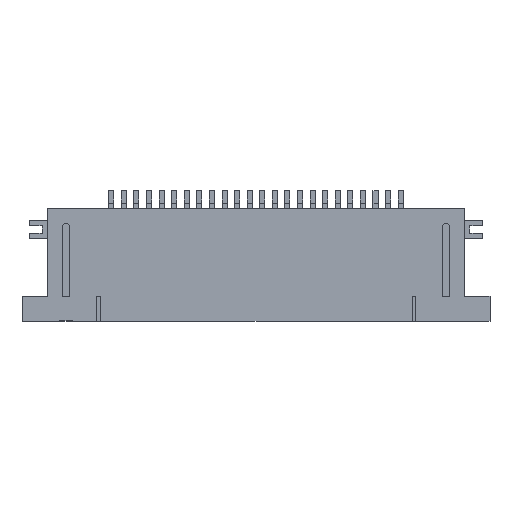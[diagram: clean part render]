
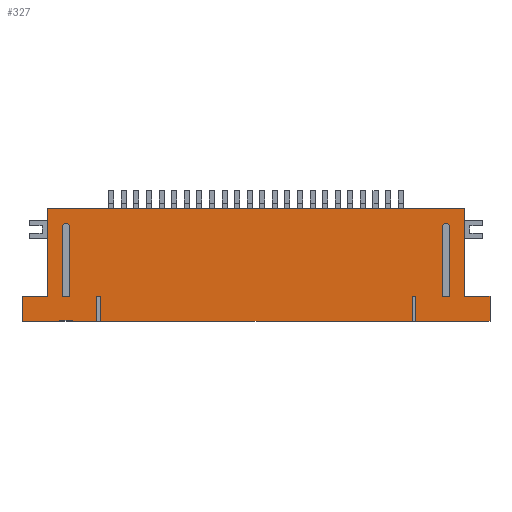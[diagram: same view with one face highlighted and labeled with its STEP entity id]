
A CAD part, top view. The second image highlights one B-rep face of the part: STEP entity #327.
In plain terms, the highlighted planar face has unit normal (0, 0, 1).
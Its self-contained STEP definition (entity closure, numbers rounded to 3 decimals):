
#114=CIRCLE('',#12282,0.15);
#115=CIRCLE('',#12283,0.15);
#264=FACE_BOUND('',#2058,.T.);
#265=FACE_BOUND('',#2059,.T.);
#266=FACE_BOUND('',#2060,.T.);
#327=ADVANCED_FACE('',(#264,#265,#266),#929,.T.);
#929=PLANE('',#12284);
#2058=EDGE_LOOP('',(#3184,#3185,#3186,#3187));
#2059=EDGE_LOOP('',(#3188,#3189,#3190,#3191));
#2060=EDGE_LOOP('',(#3192,#3193,#3194,#3195,#3196,#3197,#3198,#3199,#3200,
#3201,#3202,#3203,#3204,#3205,#3206,#3207,#3208,#3209,#3210,#3211));
#3184=ORIENTED_EDGE('',*,*,#7759,.F.);
#3185=ORIENTED_EDGE('',*,*,#7760,.T.);
#3186=ORIENTED_EDGE('',*,*,#7761,.F.);
#3187=ORIENTED_EDGE('',*,*,#7762,.F.);
#3188=ORIENTED_EDGE('',*,*,#7763,.F.);
#3189=ORIENTED_EDGE('',*,*,#7764,.T.);
#3190=ORIENTED_EDGE('',*,*,#7765,.F.);
#3191=ORIENTED_EDGE('',*,*,#7766,.F.);
#3192=ORIENTED_EDGE('',*,*,#7767,.T.);
#3193=ORIENTED_EDGE('',*,*,#7503,.F.);
#3194=ORIENTED_EDGE('',*,*,#7620,.T.);
#3195=ORIENTED_EDGE('',*,*,#7438,.T.);
#3196=ORIENTED_EDGE('',*,*,#7768,.T.);
#3197=ORIENTED_EDGE('',*,*,#7769,.T.);
#3198=ORIENTED_EDGE('',*,*,#7770,.F.);
#3199=ORIENTED_EDGE('',*,*,#7771,.F.);
#3200=ORIENTED_EDGE('',*,*,#7772,.F.);
#3201=ORIENTED_EDGE('',*,*,#7773,.T.);
#3202=ORIENTED_EDGE('',*,*,#7774,.F.);
#3203=ORIENTED_EDGE('',*,*,#7775,.F.);
#3204=ORIENTED_EDGE('',*,*,#7739,.F.);
#3205=ORIENTED_EDGE('',*,*,#7776,.T.);
#3206=ORIENTED_EDGE('',*,*,#7777,.F.);
#3207=ORIENTED_EDGE('',*,*,#7778,.F.);
#3208=ORIENTED_EDGE('',*,*,#7755,.F.);
#3209=ORIENTED_EDGE('',*,*,#7779,.T.);
#3210=ORIENTED_EDGE('',*,*,#7780,.F.);
#3211=ORIENTED_EDGE('',*,*,#7781,.F.);
#6277=VERTEX_POINT('',#16365);
#6278=VERTEX_POINT('',#16367);
#6332=VERTEX_POINT('',#16495);
#6333=VERTEX_POINT('',#16497);
#6529=VERTEX_POINT('',#16933);
#6533=VERTEX_POINT('',#16941);
#6540=VERTEX_POINT('',#16969);
#6541=VERTEX_POINT('',#16971);
#6544=VERTEX_POINT('',#16979);
#6545=VERTEX_POINT('',#16980);
#6546=VERTEX_POINT('',#16982);
#6547=VERTEX_POINT('',#16984);
#6548=VERTEX_POINT('',#16987);
#6549=VERTEX_POINT('',#16988);
#6550=VERTEX_POINT('',#16990);
#6551=VERTEX_POINT('',#16992);
#6552=VERTEX_POINT('',#16995);
#6553=VERTEX_POINT('',#16997);
#6554=VERTEX_POINT('',#16999);
#6555=VERTEX_POINT('',#17001);
#6556=VERTEX_POINT('',#17003);
#6557=VERTEX_POINT('',#17005);
#6558=VERTEX_POINT('',#17007);
#6559=VERTEX_POINT('',#17009);
#6560=VERTEX_POINT('',#17012);
#6561=VERTEX_POINT('',#17014);
#6562=VERTEX_POINT('',#17017);
#6563=VERTEX_POINT('',#17019);
#7438=EDGE_CURVE('',#6278,#6277,#9184,.T.);
#7503=EDGE_CURVE('',#6332,#6333,#9249,.T.);
#7620=EDGE_CURVE('',#6332,#6278,#9366,.T.);
#7739=EDGE_CURVE('',#6533,#6529,#9485,.T.);
#7755=EDGE_CURVE('',#6540,#6541,#9497,.T.);
#7759=EDGE_CURVE('',#6544,#6545,#9501,.T.);
#7760=EDGE_CURVE('',#6544,#6546,#9502,.T.);
#7761=EDGE_CURVE('',#6547,#6546,#9503,.T.);
#7762=EDGE_CURVE('',#6545,#6547,#114,.T.);
#7763=EDGE_CURVE('',#6548,#6549,#9504,.T.);
#7764=EDGE_CURVE('',#6548,#6550,#9505,.T.);
#7765=EDGE_CURVE('',#6551,#6550,#9506,.T.);
#7766=EDGE_CURVE('',#6549,#6551,#115,.T.);
#7767=EDGE_CURVE('',#6552,#6333,#9507,.T.);
#7768=EDGE_CURVE('',#6277,#6553,#9508,.T.);
#7769=EDGE_CURVE('',#6553,#6554,#9509,.T.);
#7770=EDGE_CURVE('',#6555,#6554,#9510,.T.);
#7771=EDGE_CURVE('',#6556,#6555,#9511,.T.);
#7772=EDGE_CURVE('',#6557,#6556,#9512,.T.);
#7773=EDGE_CURVE('',#6557,#6558,#9513,.T.);
#7774=EDGE_CURVE('',#6559,#6558,#9514,.T.);
#7775=EDGE_CURVE('',#6529,#6559,#9515,.T.);
#7776=EDGE_CURVE('',#6533,#6560,#9516,.T.);
#7777=EDGE_CURVE('',#6561,#6560,#9517,.T.);
#7778=EDGE_CURVE('',#6541,#6561,#9518,.T.);
#7779=EDGE_CURVE('',#6540,#6562,#9519,.T.);
#7780=EDGE_CURVE('',#6563,#6562,#9520,.T.);
#7781=EDGE_CURVE('',#6552,#6563,#9521,.T.);
#9184=LINE('',#16366,#10778);
#9249=LINE('',#16496,#10843);
#9366=LINE('',#16729,#10960);
#9485=LINE('',#16942,#11079);
#9497=LINE('',#16970,#11091);
#9501=LINE('',#16978,#11095);
#9502=LINE('',#16981,#11096);
#9503=LINE('',#16983,#11097);
#9504=LINE('',#16986,#11098);
#9505=LINE('',#16989,#11099);
#9506=LINE('',#16991,#11100);
#9507=LINE('',#16994,#11101);
#9508=LINE('',#16996,#11102);
#9509=LINE('',#16998,#11103);
#9510=LINE('',#17000,#11104);
#9511=LINE('',#17002,#11105);
#9512=LINE('',#17004,#11106);
#9513=LINE('',#17006,#11107);
#9514=LINE('',#17008,#11108);
#9515=LINE('',#17010,#11109);
#9516=LINE('',#17011,#11110);
#9517=LINE('',#17013,#11111);
#9518=LINE('',#17015,#11112);
#9519=LINE('',#17016,#11113);
#9520=LINE('',#17018,#11114);
#9521=LINE('',#17020,#11115);
#10778=VECTOR('',#13139,1.);
#10843=VECTOR('',#13224,1.);
#10960=VECTOR('',#13353,1.);
#11079=VECTOR('',#13478,1.);
#11091=VECTOR('',#13508,1.);
#11095=VECTOR('',#13514,1.);
#11096=VECTOR('',#13515,1.);
#11097=VECTOR('',#13516,1.);
#11098=VECTOR('',#13519,1.);
#11099=VECTOR('',#13520,1.);
#11100=VECTOR('',#13521,1.);
#11101=VECTOR('',#13524,1.);
#11102=VECTOR('',#13525,1.);
#11103=VECTOR('',#13526,1.);
#11104=VECTOR('',#13527,1.);
#11105=VECTOR('',#13528,1.);
#11106=VECTOR('',#13529,1.);
#11107=VECTOR('',#13530,1.);
#11108=VECTOR('',#13531,1.);
#11109=VECTOR('',#13532,1.);
#11110=VECTOR('',#13533,1.);
#11111=VECTOR('',#13534,1.);
#11112=VECTOR('',#13535,1.);
#11113=VECTOR('',#13536,1.);
#11114=VECTOR('',#13537,1.);
#11115=VECTOR('',#13538,1.);
#12282=AXIS2_PLACEMENT_3D('',#16985,#13517,#13518);
#12283=AXIS2_PLACEMENT_3D('',#16993,#13522,#13523);
#12284=AXIS2_PLACEMENT_3D('',#17021,#13539,#13540);
#13139=DIRECTION('',(0.,-1.,0.));
#13224=DIRECTION('',(0.,-1.,0.));
#13353=DIRECTION('',(-1.,0.,0.));
#13478=DIRECTION('',(-1.,0.,0.));
#13508=DIRECTION('',(-1.,0.,0.));
#13514=DIRECTION('',(0.,1.,0.));
#13515=DIRECTION('',(-1.,0.,0.));
#13516=DIRECTION('',(0.,-1.,0.));
#13517=DIRECTION('',(0.,0.,1.));
#13518=DIRECTION('',(1.,0.,0.));
#13519=DIRECTION('',(0.,1.,0.));
#13520=DIRECTION('',(-1.,0.,0.));
#13521=DIRECTION('',(0.,-1.,0.));
#13522=DIRECTION('',(0.,0.,1.));
#13523=DIRECTION('',(1.,0.,0.));
#13524=DIRECTION('',(-1.,0.,0.));
#13525=DIRECTION('',(-1.,0.,0.));
#13526=DIRECTION('',(0.,-1.,0.));
#13527=DIRECTION('',(-1.,0.,0.));
#13528=DIRECTION('',(0.,-1.,0.));
#13529=DIRECTION('',(-1.,0.,0.));
#13530=DIRECTION('',(0.,-1.,0.));
#13531=DIRECTION('',(-1.,0.,0.));
#13532=DIRECTION('',(0.,-1.,0.));
#13533=DIRECTION('',(0.,-1.,0.));
#13534=DIRECTION('',(-1.,0.,0.));
#13535=DIRECTION('',(0.,-1.,0.));
#13536=DIRECTION('',(0.,-1.,0.));
#13537=DIRECTION('',(-1.,0.,0.));
#13538=DIRECTION('',(0.,-1.,0.));
#13539=DIRECTION('',(0.,0.,1.));
#13540=DIRECTION('',(1.,0.,0.));
#16365=CARTESIAN_POINT('',(-8.3,0.,2.12));
#16366=CARTESIAN_POINT('',(-8.3,3.5,2.12));
#16367=CARTESIAN_POINT('',(-8.3,3.5,2.12));
#16495=CARTESIAN_POINT('',(8.3,3.5,2.12));
#16496=CARTESIAN_POINT('',(8.3,3.5,2.12));
#16497=CARTESIAN_POINT('',(8.3,0.,2.12));
#16729=CARTESIAN_POINT('',(8.3,3.5,2.12));
#16933=CARTESIAN_POINT('',(-6.325,0.,2.12));
#16941=CARTESIAN_POINT('',(-6.2,0.,2.12));
#16942=CARTESIAN_POINT('',(8.3,0.,2.12));
#16969=CARTESIAN_POINT('',(6.325,0.,2.12));
#16970=CARTESIAN_POINT('',(8.3,0.,2.12));
#16971=CARTESIAN_POINT('',(6.2,0.,2.12));
#16978=CARTESIAN_POINT('',(-7.4,0.,2.12));
#16979=CARTESIAN_POINT('',(-7.4,0.,2.12));
#16980=CARTESIAN_POINT('',(-7.4,2.75,2.12));
#16981=CARTESIAN_POINT('',(9.3,0.,2.12));
#16982=CARTESIAN_POINT('',(-7.7,0.,2.12));
#16983=CARTESIAN_POINT('',(-7.7,2.75,2.12));
#16984=CARTESIAN_POINT('',(-7.7,2.75,2.12));
#16985=CARTESIAN_POINT('',(-7.55,2.75,2.12));
#16986=CARTESIAN_POINT('',(7.7,0.,2.12));
#16987=CARTESIAN_POINT('',(7.7,0.,2.12));
#16988=CARTESIAN_POINT('',(7.7,2.75,2.12));
#16989=CARTESIAN_POINT('',(9.3,0.,2.12));
#16990=CARTESIAN_POINT('',(7.4,0.,2.12));
#16991=CARTESIAN_POINT('',(7.4,2.75,2.12));
#16992=CARTESIAN_POINT('',(7.4,2.75,2.12));
#16993=CARTESIAN_POINT('',(7.55,2.75,2.12));
#16994=CARTESIAN_POINT('',(9.3,0.,2.12));
#16995=CARTESIAN_POINT('',(9.3,0.,2.12));
#16996=CARTESIAN_POINT('',(9.3,0.,2.12));
#16997=CARTESIAN_POINT('',(-9.3,0.,2.12));
#16998=CARTESIAN_POINT('',(-9.3,0.,2.12));
#16999=CARTESIAN_POINT('',(-9.3,-1.,2.12));
#17000=CARTESIAN_POINT('',(9.3,-1.,2.12));
#17001=CARTESIAN_POINT('',(-7.8,-1.,2.12));
#17002=CARTESIAN_POINT('',(-7.8,-0.95,2.12));
#17003=CARTESIAN_POINT('',(-7.8,-0.95,2.12));
#17004=CARTESIAN_POINT('',(-7.3,-0.95,2.12));
#17005=CARTESIAN_POINT('',(-7.3,-0.95,2.12));
#17006=CARTESIAN_POINT('',(-7.3,-0.95,2.12));
#17007=CARTESIAN_POINT('',(-7.3,-1.,2.12));
#17008=CARTESIAN_POINT('',(9.3,-1.,2.12));
#17009=CARTESIAN_POINT('',(-6.325,-1.,2.12));
#17010=CARTESIAN_POINT('',(-6.325,8.9,2.12));
#17011=CARTESIAN_POINT('',(-6.2,0.,2.12));
#17012=CARTESIAN_POINT('',(-6.2,-1.,2.12));
#17013=CARTESIAN_POINT('',(6.2,-1.,2.12));
#17014=CARTESIAN_POINT('',(6.2,-1.,2.12));
#17015=CARTESIAN_POINT('',(6.2,0.,2.12));
#17016=CARTESIAN_POINT('',(6.325,8.9,2.12));
#17017=CARTESIAN_POINT('',(6.325,-1.,2.12));
#17018=CARTESIAN_POINT('',(9.3,-1.,2.12));
#17019=CARTESIAN_POINT('',(9.3,-1.,2.12));
#17020=CARTESIAN_POINT('',(9.3,0.,2.12));
#17021=CARTESIAN_POINT('',(8.3,3.5,2.12));
